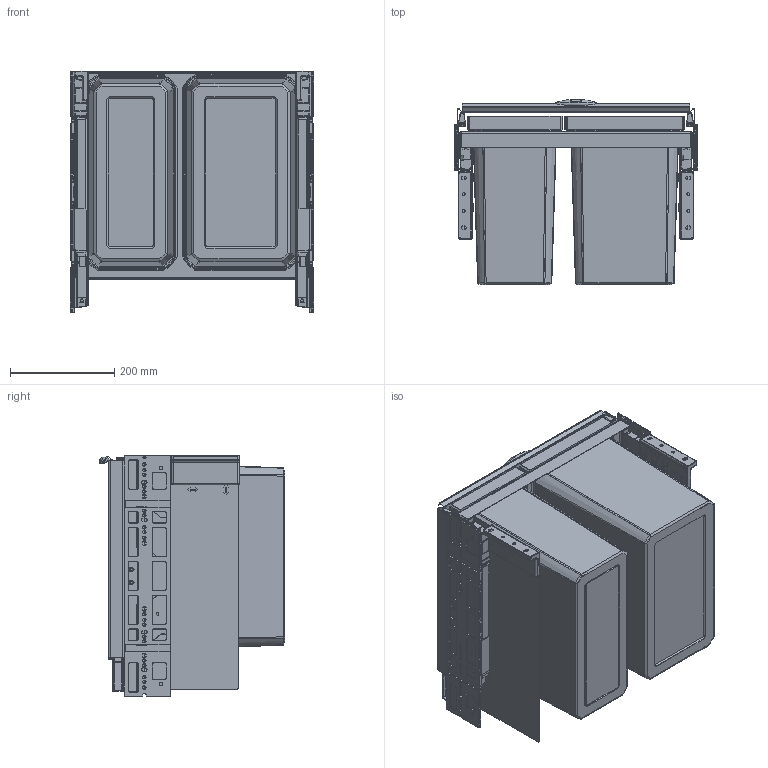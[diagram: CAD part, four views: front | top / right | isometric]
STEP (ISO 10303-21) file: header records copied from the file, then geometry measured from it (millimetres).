
FILE_DESCRIPTION(('STEP AP214'),'1');
FILE_NAME('8013303_V Cox Base 360 S_500-2.STP','2024-08-15T09:54:26',(' '),(' '),'Spatial InterOp 3D',' ',' ');
FILE_SCHEMA(('AUTOMOTIVE_DESIGN { 1 0 10303 214 1 1 1 1 }'));
Length unit declared in the file: millimetre
Products named in the file (1): 3D-Objekt
Bounding box: 468 x 355.76 x 464 mm (x, y, z)
Volume: 4105932.7 mm3; surface area: 3335294.2 mm2
Topology: 29 solids, 31 shells, 4224 faces, 10866 edges, 6778 vertices
Faces by surface type: plane 1754, cylinder 1632, torus 570, cone 106, bspline 88, sphere 74
Entity records: 185928 total; most frequent: CARTESIAN_POINT 27643, DIRECTION 22962, ORIENTED_EDGE 21684, EDGE_CURVE 10842, STYLED_ITEM 10074, PRESENTATION_STYLE_ASSIGNMENT 10074, COLOUR_RGB 10074, CURVE_STYLE 9337
